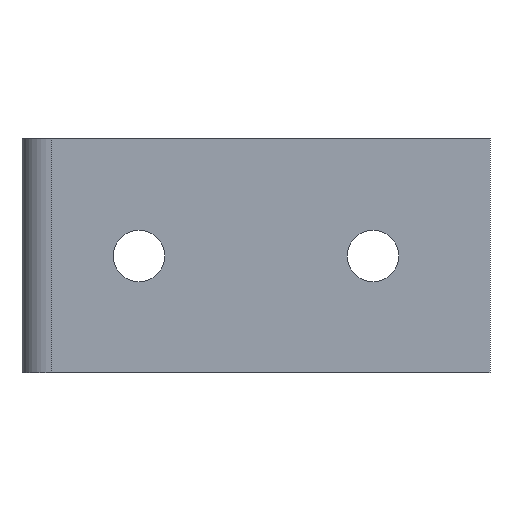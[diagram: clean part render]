
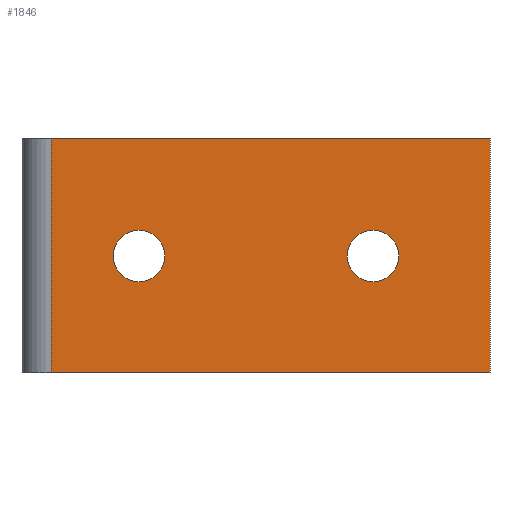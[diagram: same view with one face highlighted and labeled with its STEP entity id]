
A CAD part, front view. The second image highlights one B-rep face of the part: STEP entity #1846.
In plain terms, the highlighted planar face has unit normal (0, -1, 0).
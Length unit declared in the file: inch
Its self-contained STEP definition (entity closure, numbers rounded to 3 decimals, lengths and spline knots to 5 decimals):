
#40 = DIRECTION ( 'NONE',  ( 0., 0., -1. ) ) ;
#95 = EDGE_CURVE ( 'NONE', #946, #464, #2273, .T. ) ;
#217 = VECTOR ( 'NONE', #390, 39.37008 ) ;
#235 = EDGE_CURVE ( 'NONE', #464, #946, #733, .T. ) ;
#257 = PLANE ( 'NONE',  #2011 ) ;
#267 = EDGE_CURVE ( 'NONE', #913, #1559, #1160, .T. ) ;
#270 = DIRECTION ( 'NONE',  ( -1., 0., 0. ) ) ;
#287 = AXIS2_PLACEMENT_3D ( 'NONE', #1287, #771, #2042 ) ;
#305 = DIRECTION ( 'NONE',  ( 0., 0., -1. ) ) ;
#327 = LINE ( 'NONE', #2261, #2123 ) ;
#364 = CARTESIAN_POINT ( 'NONE',  ( 0.125, 0., 1. ) ) ;
#390 = DIRECTION ( 'NONE',  ( 0., 0., -1. ) ) ;
#423 = LINE ( 'NONE', #934, #452 ) ;
#452 = VECTOR ( 'NONE', #1096, 39.37008 ) ;
#461 = CARTESIAN_POINT ( 'NONE',  ( 1.5, 0., 0.5 ) ) ;
#464 = VERTEX_POINT ( 'NONE', #1066 ) ;
#476 = VERTEX_POINT ( 'NONE', #522 ) ;
#478 = CARTESIAN_POINT ( 'NONE',  ( 0.5, 0., 0.6105 ) ) ;
#522 = CARTESIAN_POINT ( 'NONE',  ( 2., 0., 1. ) ) ;
#538 = EDGE_CURVE ( 'NONE', #1339, #1502, #1193, .T. ) ;
#554 = EDGE_CURVE ( 'NONE', #1339, #476, #423, .T. ) ;
#684 = DIRECTION ( 'NONE',  ( 1., 0., 0. ) ) ;
#687 = AXIS2_PLACEMENT_3D ( 'NONE', #1304, #1149, #40 ) ;
#691 = ORIENTED_EDGE ( 'NONE', *, *, #1406, .T. ) ;
#695 = CARTESIAN_POINT ( 'NONE',  ( 1.5, 0., 0.3895 ) ) ;
#728 = EDGE_CURVE ( 'NONE', #1559, #913, #1984, .T. ) ;
#733 = CIRCLE ( 'NONE', #1920, 0.1105 ) ;
#771 = DIRECTION ( 'NONE',  ( 0., -1., 0. ) ) ;
#823 = ORIENTED_EDGE ( 'NONE', *, *, #554, .F. ) ;
#836 = CARTESIAN_POINT ( 'NONE',  ( 2., 0., 0. ) ) ;
#868 = FACE_BOUND ( 'NONE', #2184, .T. ) ;
#906 = EDGE_LOOP ( 'NONE', ( #966, #1163 ) ) ;
#913 = VERTEX_POINT ( 'NONE', #478 ) ;
#934 = CARTESIAN_POINT ( 'NONE',  ( 2., 0., 1. ) ) ;
#946 = VERTEX_POINT ( 'NONE', #695 ) ;
#966 = ORIENTED_EDGE ( 'NONE', *, *, #728, .F. ) ;
#1055 = EDGE_LOOP ( 'NONE', ( #823, #1133, #691, #2307 ) ) ;
#1066 = CARTESIAN_POINT ( 'NONE',  ( 1.5, 0., 0.6105 ) ) ;
#1096 = DIRECTION ( 'NONE',  ( 1., 0., 0. ) ) ;
#1133 = ORIENTED_EDGE ( 'NONE', *, *, #538, .T. ) ;
#1145 = AXIS2_PLACEMENT_3D ( 'NONE', #2127, #1951, #305 ) ;
#1149 = DIRECTION ( 'NONE',  ( 0., -1., 0. ) ) ;
#1154 = FACE_BOUND ( 'NONE', #906, .T. ) ;
#1160 = CIRCLE ( 'NONE', #1145, 0.1105 ) ;
#1163 = ORIENTED_EDGE ( 'NONE', *, *, #267, .F. ) ;
#1193 = LINE ( 'NONE', #364, #217 ) ;
#1265 = VECTOR ( 'NONE', #684, 39.37008 ) ;
#1287 = CARTESIAN_POINT ( 'NONE',  ( 1.5, 0., 0.5 ) ) ;
#1304 = CARTESIAN_POINT ( 'NONE',  ( 0.5, 0., 0.5 ) ) ;
#1331 = DIRECTION ( 'NONE',  ( 0., 0., -1. ) ) ;
#1338 = DIRECTION ( 'NONE',  ( 0., 0., -1. ) ) ;
#1339 = VERTEX_POINT ( 'NONE', #1563 ) ;
#1363 = CARTESIAN_POINT ( 'NONE',  ( 2., 0., 1. ) ) ;
#1406 = EDGE_CURVE ( 'NONE', #1502, #1877, #1754, .T. ) ;
#1502 = VERTEX_POINT ( 'NONE', #1997 ) ;
#1513 = DIRECTION ( 'NONE',  ( 0., 1., 0. ) ) ;
#1559 = VERTEX_POINT ( 'NONE', #2006 ) ;
#1562 = ORIENTED_EDGE ( 'NONE', *, *, #95, .F. ) ;
#1563 = CARTESIAN_POINT ( 'NONE',  ( 0.125, 0., 1. ) ) ;
#1754 = LINE ( 'NONE', #836, #1265 ) ;
#1806 = EDGE_CURVE ( 'NONE', #476, #1877, #327, .T. ) ;
#1838 = FACE_OUTER_BOUND ( 'NONE', #1055, .T. ) ;
#1846 = ADVANCED_FACE ( 'NONE', ( #1154, #1838, #868 ), #257, .F. ) ;
#1877 = VERTEX_POINT ( 'NONE', #2108 ) ;
#1915 = DIRECTION ( 'NONE',  ( 0., -1., 0. ) ) ;
#1920 = AXIS2_PLACEMENT_3D ( 'NONE', #461, #1915, #1331 ) ;
#1951 = DIRECTION ( 'NONE',  ( 0., -1., 0. ) ) ;
#1984 = CIRCLE ( 'NONE', #687, 0.1105 ) ;
#1997 = CARTESIAN_POINT ( 'NONE',  ( 0.125, 0., 0. ) ) ;
#2006 = CARTESIAN_POINT ( 'NONE',  ( 0.5, 0., 0.3895 ) ) ;
#2011 = AXIS2_PLACEMENT_3D ( 'NONE', #1363, #1513, #270 ) ;
#2042 = DIRECTION ( 'NONE',  ( 0., 0., -1. ) ) ;
#2108 = CARTESIAN_POINT ( 'NONE',  ( 2., 0., 0. ) ) ;
#2123 = VECTOR ( 'NONE', #1338, 39.37008 ) ;
#2127 = CARTESIAN_POINT ( 'NONE',  ( 0.5, 0., 0.5 ) ) ;
#2135 = ORIENTED_EDGE ( 'NONE', *, *, #235, .F. ) ;
#2184 = EDGE_LOOP ( 'NONE', ( #1562, #2135 ) ) ;
#2261 = CARTESIAN_POINT ( 'NONE',  ( 2., 0., 1. ) ) ;
#2273 = CIRCLE ( 'NONE', #287, 0.1105 ) ;
#2307 = ORIENTED_EDGE ( 'NONE', *, *, #1806, .F. ) ;
